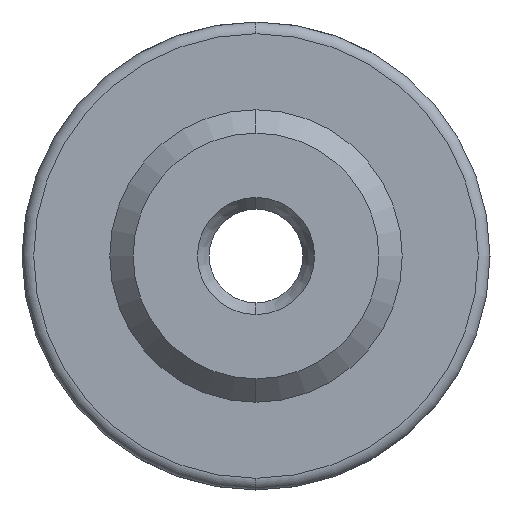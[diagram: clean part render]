
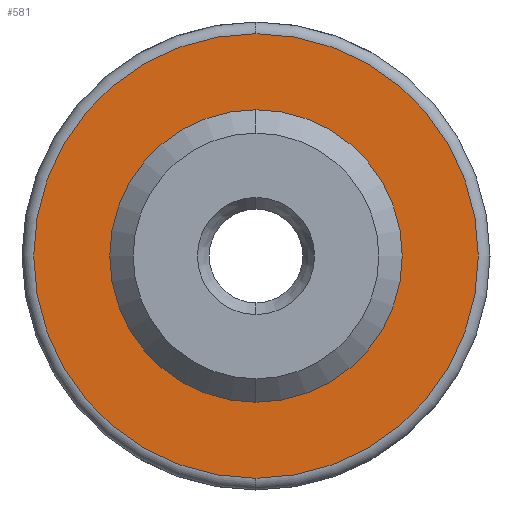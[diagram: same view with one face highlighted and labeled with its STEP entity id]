
A CAD part, left-side view. The second image highlights one B-rep face of the part: STEP entity #581.
In plain terms, the highlighted planar face has unit normal (-1, 0, 0).
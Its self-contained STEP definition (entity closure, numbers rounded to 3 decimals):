
#7 = ORIENTED_EDGE ( 'NONE', *, *, #248, .F. ) ;
#11 = DIRECTION ( 'NONE',  ( 0., 0., -1. ) ) ;
#13 = AXIS2_PLACEMENT_3D ( 'NONE', #141, #411, #226 ) ;
#19 = ORIENTED_EDGE ( 'NONE', *, *, #394, .T. ) ;
#20 = VERTEX_POINT ( 'NONE', #929 ) ;
#60 = CIRCLE ( 'NONE', #298, 3.8 ) ;
#91 = DIRECTION ( 'NONE',  ( 1., 0., 0. ) ) ;
#120 = CARTESIAN_POINT ( 'NONE',  ( -32., 0., -3.8 ) ) ;
#141 = CARTESIAN_POINT ( 'NONE',  ( -32., 0., 0. ) ) ;
#200 = CIRCLE ( 'NONE', #913, 2.25 ) ;
#207 = VERTEX_POINT ( 'NONE', #275 ) ;
#210 = DIRECTION ( 'NONE',  ( 0., 0., 1. ) ) ;
#226 = DIRECTION ( 'NONE',  ( 0., 0., 1. ) ) ;
#248 = EDGE_CURVE ( 'NONE', #20, #460, #806, .T. ) ;
#275 = CARTESIAN_POINT ( 'NONE',  ( -32., 0., 3.8 ) ) ;
#285 = DIRECTION ( 'NONE',  ( 0., 0., 1. ) ) ;
#298 = AXIS2_PLACEMENT_3D ( 'NONE', #403, #409, #669 ) ;
#299 = FACE_BOUND ( 'NONE', #711, .T. ) ;
#316 = ORIENTED_EDGE ( 'NONE', *, *, #842, .F. ) ;
#332 = CARTESIAN_POINT ( 'NONE',  ( -32., 0., -3.8 ) ) ;
#364 = EDGE_LOOP ( 'NONE', ( #19, #518 ) ) ;
#394 = EDGE_CURVE ( 'NONE', #207, #932, #707, .T. ) ;
#403 = CARTESIAN_POINT ( 'NONE',  ( -32., 0., 0. ) ) ;
#409 = DIRECTION ( 'NONE',  ( -1., 0., 0. ) ) ;
#411 = DIRECTION ( 'NONE',  ( -1., 0., 0. ) ) ;
#460 = VERTEX_POINT ( 'NONE', #595 ) ;
#518 = ORIENTED_EDGE ( 'NONE', *, *, #980, .T. ) ;
#581 = ADVANCED_FACE ( 'NONE', ( #299, #947 ), #1003, .F. ) ;
#595 = CARTESIAN_POINT ( 'NONE',  ( -32., 0., -2.25 ) ) ;
#649 = CARTESIAN_POINT ( 'NONE',  ( -32., 0., 0. ) ) ;
#668 = AXIS2_PLACEMENT_3D ( 'NONE', #332, #91, #11 ) ;
#669 = DIRECTION ( 'NONE',  ( 0., 0., 1. ) ) ;
#707 = CIRCLE ( 'NONE', #13, 3.8 ) ;
#711 = EDGE_LOOP ( 'NONE', ( #7, #316 ) ) ;
#806 = CIRCLE ( 'NONE', #890, 2.25 ) ;
#842 = EDGE_CURVE ( 'NONE', #460, #20, #200, .T. ) ;
#888 = DIRECTION ( 'NONE',  ( -1., 0., 0. ) ) ;
#890 = AXIS2_PLACEMENT_3D ( 'NONE', #1071, #888, #285 ) ;
#913 = AXIS2_PLACEMENT_3D ( 'NONE', #649, #978, #210 ) ;
#929 = CARTESIAN_POINT ( 'NONE',  ( -32., 0., 2.25 ) ) ;
#932 = VERTEX_POINT ( 'NONE', #120 ) ;
#947 = FACE_OUTER_BOUND ( 'NONE', #364, .T. ) ;
#978 = DIRECTION ( 'NONE',  ( -1., 0., 0. ) ) ;
#980 = EDGE_CURVE ( 'NONE', #932, #207, #60, .T. ) ;
#1003 = PLANE ( 'NONE',  #668 ) ;
#1071 = CARTESIAN_POINT ( 'NONE',  ( -32., 0., 0. ) ) ;
